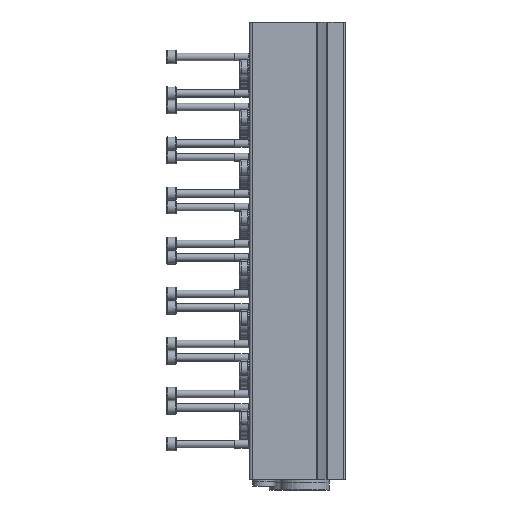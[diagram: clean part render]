
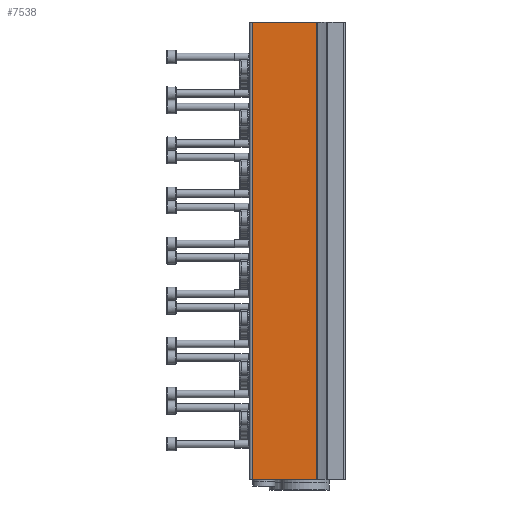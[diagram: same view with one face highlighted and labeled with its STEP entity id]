
A CAD part, left-side view. The second image highlights one B-rep face of the part: STEP entity #7538.
In plain terms, the highlighted planar face has unit normal (-1, 0, 0).
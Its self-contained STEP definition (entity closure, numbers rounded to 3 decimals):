
#325=PLANE('',#8113);
#1122=ORIENTED_EDGE('',*,*,#3064,.F.);
#1123=ORIENTED_EDGE('',*,*,#3063,.F.);
#1124=ORIENTED_EDGE('',*,*,#3065,.T.);
#1125=ORIENTED_EDGE('',*,*,#3066,.T.);
#3063=EDGE_CURVE('',#4034,#4032,#4729,.T.);
#3064=EDGE_CURVE('',#4032,#4035,#4730,.T.);
#3065=EDGE_CURVE('',#4034,#4036,#4731,.T.);
#3066=EDGE_CURVE('',#4036,#4035,#4732,.T.);
#4032=VERTEX_POINT('',#12168);
#4034=VERTEX_POINT('',#12172);
#4035=VERTEX_POINT('',#12176);
#4036=VERTEX_POINT('',#12178);
#4729=LINE('',#12173,#5221);
#4730=LINE('',#12175,#5222);
#4731=LINE('',#12177,#5223);
#4732=LINE('',#12179,#5224);
#5221=VECTOR('',#9120,1000.);
#5222=VECTOR('',#9123,1000.);
#5223=VECTOR('',#9124,1000.);
#5224=VECTOR('',#9125,1000.);
#5731=EDGE_LOOP('',(#1122,#1123,#1124,#1125));
#6563=FACE_BOUND('',#5731,.T.);
#7538=ADVANCED_FACE('',(#6563),#325,.T.);
#8113=AXIS2_PLACEMENT_3D('',#12174,#9121,#9122);
#9120=DIRECTION('',(0.,0.,1.));
#9121=DIRECTION('',(-1.,0.,0.));
#9122=DIRECTION('',(0.,0.,1.));
#9123=DIRECTION('',(0.,-1.,0.));
#9124=DIRECTION('',(0.,-1.,0.));
#9125=DIRECTION('',(0.,0.,1.));
#12168=CARTESIAN_POINT('',(-72.,59.5,0.));
#12172=CARTESIAN_POINT('',(-72.,59.5,-292.));
#12173=CARTESIAN_POINT('',(-72.,59.5,-292.));
#12174=CARTESIAN_POINT('',(-72.,59.5,-292.));
#12175=CARTESIAN_POINT('',(-72.,59.5,0.));
#12176=CARTESIAN_POINT('',(-72.,18.514,0.));
#12177=CARTESIAN_POINT('',(-72.,59.5,-292.));
#12178=CARTESIAN_POINT('',(-72.,18.514,-292.));
#12179=CARTESIAN_POINT('',(-72.,18.514,-292.));
